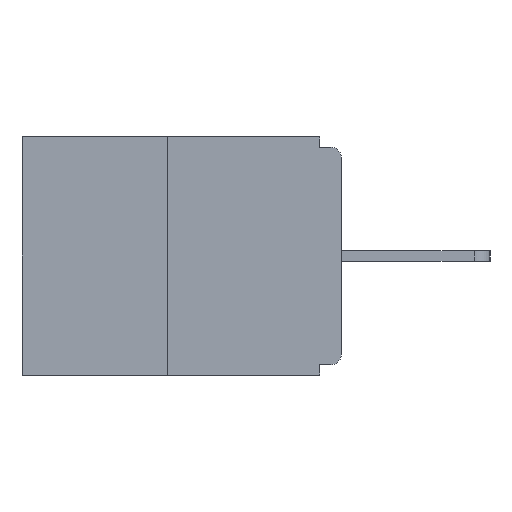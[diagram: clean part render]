
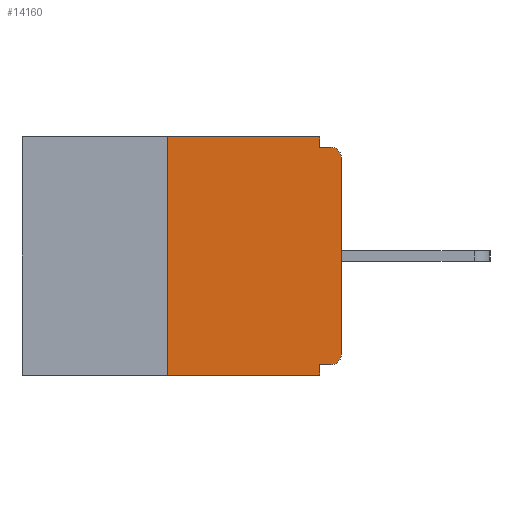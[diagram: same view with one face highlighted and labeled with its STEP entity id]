
A CAD part, left-side view. The second image highlights one B-rep face of the part: STEP entity #14160.
In plain terms, the highlighted planar face has unit normal (-1, 0, 0).
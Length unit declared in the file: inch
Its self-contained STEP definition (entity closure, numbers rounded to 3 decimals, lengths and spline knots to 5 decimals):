
#62 = VECTOR ( 'NONE', #10049, 39.37008 ) ;
#446 = FACE_OUTER_BOUND ( 'NONE', #2513, .T. ) ;
#450 = CIRCLE ( 'NONE', #22071, 0.015 ) ;
#514 = ORIENTED_EDGE ( 'NONE', *, *, #5352, .F. ) ;
#585 = LINE ( 'NONE', #8962, #6832 ) ;
#1258 = ORIENTED_EDGE ( 'NONE', *, *, #3451, .F. ) ;
#1557 = CARTESIAN_POINT ( 'NONE',  ( 0., 0.031, -0.343 ) ) ;
#1644 = VECTOR ( 'NONE', #15633, 39.37008 ) ;
#1759 = ORIENTED_EDGE ( 'NONE', *, *, #19763, .T. ) ;
#1919 = EDGE_CURVE ( 'NONE', #14215, #10214, #585, .T. ) ;
#2126 = VERTEX_POINT ( 'NONE', #22141 ) ;
#2283 = DIRECTION ( 'NONE',  ( 1., 0., 0. ) ) ;
#2434 = VERTEX_POINT ( 'NONE', #16124 ) ;
#2513 = EDGE_LOOP ( 'NONE', ( #514, #15478, #4729, #9191, #17745, #6052, #19138, #1759, #1258, #17242 ) ) ;
#2782 = VERTEX_POINT ( 'NONE', #18055 ) ;
#3085 = DIRECTION ( 'NONE',  ( -1., 0., 0. ) ) ;
#3451 = EDGE_CURVE ( 'NONE', #2126, #12503, #13695, .T. ) ;
#3944 = CARTESIAN_POINT ( 'NONE',  ( 0., 0.46, 0. ) ) ;
#4123 = EDGE_CURVE ( 'NONE', #13178, #14215, #450, .T. ) ;
#4141 = VERTEX_POINT ( 'NONE', #6840 ) ;
#4257 = CARTESIAN_POINT ( 'NONE',  ( 0., 0.031, 0. ) ) ;
#4695 = LINE ( 'NONE', #4257, #18139 ) ;
#4729 = ORIENTED_EDGE ( 'NONE', *, *, #10765, .T. ) ;
#5019 = DIRECTION ( 'NONE',  ( -1., 0., 0. ) ) ;
#5043 = EDGE_CURVE ( 'NONE', #2434, #5639, #7670, .T. ) ;
#5352 = EDGE_CURVE ( 'NONE', #17562, #4141, #9427, .T. ) ;
#5625 = DIRECTION ( 'NONE',  ( 0., 0., 1. ) ) ;
#5639 = VERTEX_POINT ( 'NONE', #1557 ) ;
#5807 = VECTOR ( 'NONE', #14445, 39.37008 ) ;
#6052 = ORIENTED_EDGE ( 'NONE', *, *, #4123, .T. ) ;
#6092 = EDGE_CURVE ( 'NONE', #2782, #17562, #17023, .T. ) ;
#6570 = CARTESIAN_POINT ( 'NONE',  ( 0., 0., -0.328 ) ) ;
#6832 = VECTOR ( 'NONE', #5625, 39.37008 ) ;
#6840 = CARTESIAN_POINT ( 'NONE',  ( 0., 0.031, 0. ) ) ;
#7141 = AXIS2_PLACEMENT_3D ( 'NONE', #8235, #5019, #8690 ) ;
#7542 = PLANE ( 'NONE',  #17589 ) ;
#7670 = LINE ( 'NONE', #12512, #5807 ) ;
#8235 = CARTESIAN_POINT ( 'NONE',  ( 0., 0.015, -0.03 ) ) ;
#8690 = DIRECTION ( 'NONE',  ( 0., 0., -1. ) ) ;
#8962 = CARTESIAN_POINT ( 'NONE',  ( 0., 0., 0. ) ) ;
#9191 = ORIENTED_EDGE ( 'NONE', *, *, #5043, .F. ) ;
#9275 = LINE ( 'NONE', #11124, #62 ) ;
#9427 = LINE ( 'NONE', #3944, #18875 ) ;
#10049 = DIRECTION ( 'NONE',  ( 0., -1., 0. ) ) ;
#10214 = VERTEX_POINT ( 'NONE', #12417 ) ;
#10765 = EDGE_CURVE ( 'NONE', #2782, #5639, #9275, .T. ) ;
#11124 = CARTESIAN_POINT ( 'NONE',  ( 0., 0.46, -0.343 ) ) ;
#11127 = CARTESIAN_POINT ( 'NONE',  ( 0., 0.46, 0. ) ) ;
#11805 = DIRECTION ( 'NONE',  ( 0., 0., -1. ) ) ;
#12043 = EDGE_CURVE ( 'NONE', #13178, #2434, #20595, .T. ) ;
#12417 = CARTESIAN_POINT ( 'NONE',  ( 0., 0., -0.03 ) ) ;
#12503 = VERTEX_POINT ( 'NONE', #20669 ) ;
#12512 = CARTESIAN_POINT ( 'NONE',  ( 0., 0.031, -0.343 ) ) ;
#12834 = CARTESIAN_POINT ( 'NONE',  ( 0., 0., -0.313 ) ) ;
#13178 = VERTEX_POINT ( 'NONE', #15072 ) ;
#13350 = DIRECTION ( 'NONE',  ( 0., 0., 1. ) ) ;
#13576 = DIRECTION ( 'NONE',  ( 0., 1., 0. ) ) ;
#13695 = LINE ( 'NONE', #17254, #1644 ) ;
#14160 = ADVANCED_FACE ( 'NONE', ( #446 ), #7542, .F. ) ;
#14215 = VERTEX_POINT ( 'NONE', #12834 ) ;
#14445 = DIRECTION ( 'NONE',  ( 0., 0., -1. ) ) ;
#14656 = DIRECTION ( 'NONE',  ( 0., 0., -1. ) ) ;
#15072 = CARTESIAN_POINT ( 'NONE',  ( 0., 0.015, -0.328 ) ) ;
#15478 = ORIENTED_EDGE ( 'NONE', *, *, #6092, .F. ) ;
#15633 = DIRECTION ( 'NONE',  ( 0., -1., 0. ) ) ;
#16124 = CARTESIAN_POINT ( 'NONE',  ( 0., 0.031, -0.328 ) ) ;
#16422 = DIRECTION ( 'NONE',  ( 0., -1., 0. ) ) ;
#17023 = LINE ( 'NONE', #17243, #20075 ) ;
#17242 = ORIENTED_EDGE ( 'NONE', *, *, #19545, .F. ) ;
#17243 = CARTESIAN_POINT ( 'NONE',  ( 0., 0.25, 0. ) ) ;
#17254 = CARTESIAN_POINT ( 'NONE',  ( 0., 0., -0.015 ) ) ;
#17475 = VECTOR ( 'NONE', #13576, 39.37008 ) ;
#17562 = VERTEX_POINT ( 'NONE', #22299 ) ;
#17589 = AXIS2_PLACEMENT_3D ( 'NONE', #11127, #2283, #14656 ) ;
#17745 = ORIENTED_EDGE ( 'NONE', *, *, #12043, .F. ) ;
#18055 = CARTESIAN_POINT ( 'NONE',  ( 0., 0.25, -0.343 ) ) ;
#18139 = VECTOR ( 'NONE', #18687, 39.37008 ) ;
#18687 = DIRECTION ( 'NONE',  ( 0., 0., -1. ) ) ;
#18875 = VECTOR ( 'NONE', #16422, 39.37008 ) ;
#19138 = ORIENTED_EDGE ( 'NONE', *, *, #1919, .T. ) ;
#19545 = EDGE_CURVE ( 'NONE', #4141, #2126, #4695, .T. ) ;
#19763 = EDGE_CURVE ( 'NONE', #10214, #12503, #22550, .T. ) ;
#20075 = VECTOR ( 'NONE', #13350, 39.37008 ) ;
#20595 = LINE ( 'NONE', #6570, #17475 ) ;
#20638 = CARTESIAN_POINT ( 'NONE',  ( 0., 0.015, -0.313 ) ) ;
#20669 = CARTESIAN_POINT ( 'NONE',  ( 0., 0.015, -0.015 ) ) ;
#22071 = AXIS2_PLACEMENT_3D ( 'NONE', #20638, #3085, #11805 ) ;
#22141 = CARTESIAN_POINT ( 'NONE',  ( 0., 0.031, -0.015 ) ) ;
#22299 = CARTESIAN_POINT ( 'NONE',  ( 0., 0.25, 0. ) ) ;
#22550 = CIRCLE ( 'NONE', #7141, 0.015 ) ;
